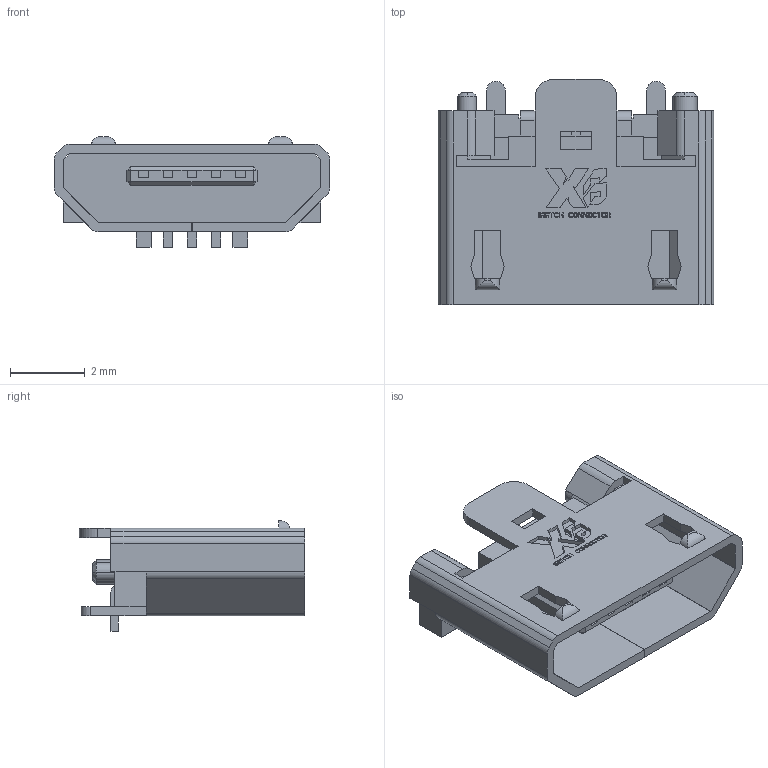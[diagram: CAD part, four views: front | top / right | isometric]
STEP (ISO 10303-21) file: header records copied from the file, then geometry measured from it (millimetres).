
FILE_DESCRIPTION(('STEP AP214'),'1');
FILE_NAME('xb-u-e-051n-4bh21.stp','2023-09-05T13:01:37',('TraceParts'),('TraceParts S.A.'),'Spatial InterOp 3D',' ',' ');
FILE_SCHEMA(('AUTOMOTIVE_DESIGN { 1 0 10303 214 1 1 1 1 }'));
Length unit declared in the file: millimetre
Products named in the file (1): U-E-051N-4BH21-F1B
Bounding box: 7.4 x 6.05 x 2.96 mm (x, y, z)
Volume: 40.2 mm3; surface area: 253.5 mm2
Topology: 1 solids, 1 shells, 834 faces, 2419 edges, 1584 vertices
Faces by surface type: plane 735, cylinder 91, cone 8
Entity records: 27132 total; most frequent: CARTESIAN_POINT 4902, ORIENTED_EDGE 4838, DIRECTION 4259, EDGE_CURVE 2419, LINE 2233, VECTOR 2233, VERTEX_POINT 1584, AXIS2_PLACEMENT_3D 1013
